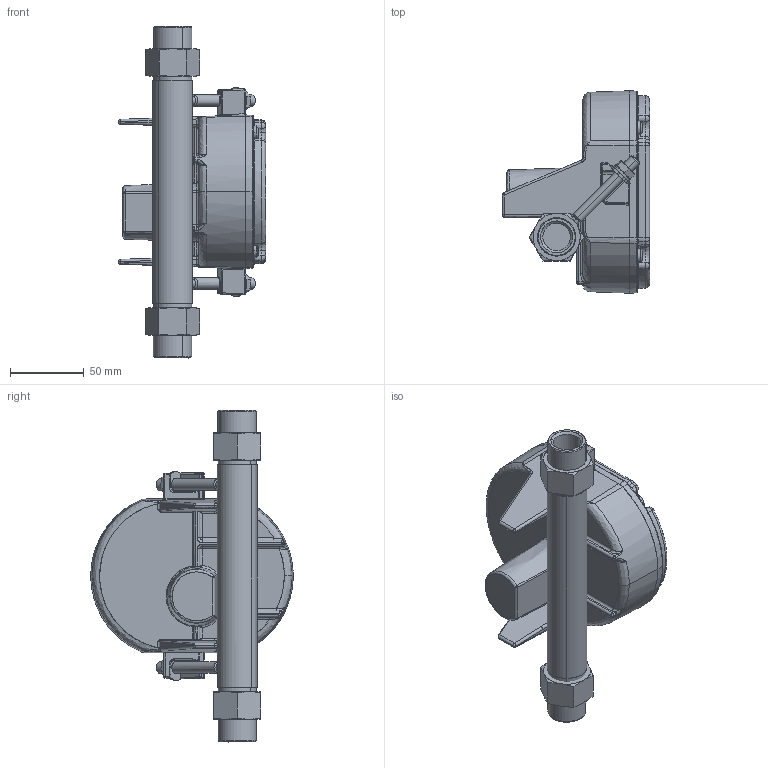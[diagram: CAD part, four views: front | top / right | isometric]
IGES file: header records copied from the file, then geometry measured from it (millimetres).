
Start section: SolidWorks IGES file using analytic representation for surfaces
Global section: file name: 3809G-D-0708-ABCD-1289-A-0.IGS; native system: SolidWorks 2017; preprocessor: SolidWorks 2017; author: cfehr; date: 180502.125358; units: metre
Bounding box: 99.91 x 137.16 x 225.01 mm (x, y, z)
Surface area: 124891.6 mm2 (no closed solid volume)
Topology: 0 solids, 0 shells, 1198 faces, 22573 edges, 22527 vertices
Faces by surface type: revolution 688, bspline 510
